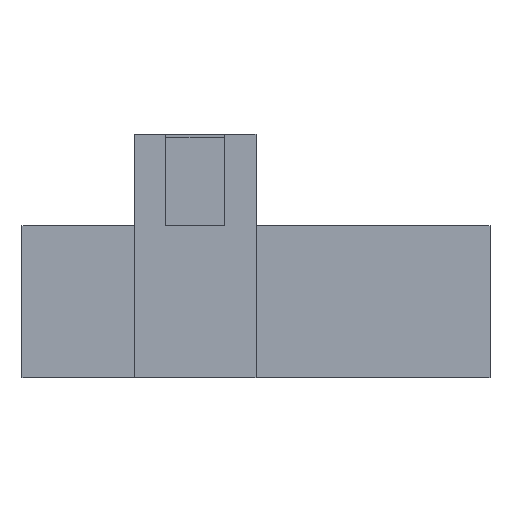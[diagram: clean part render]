
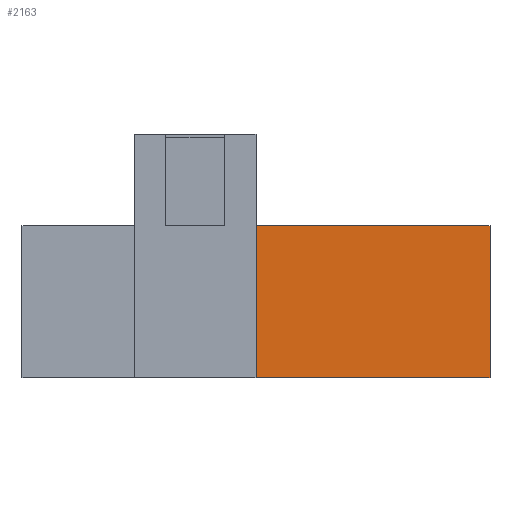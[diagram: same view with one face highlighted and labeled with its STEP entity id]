
A CAD part, front view. The second image highlights one B-rep face of the part: STEP entity #2163.
In plain terms, the highlighted planar face has unit normal (0, -1, 0).
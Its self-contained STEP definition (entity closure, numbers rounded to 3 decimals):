
#163=FACE_OUTER_BOUND('',#286,.T.);
#286=EDGE_LOOP('',(#1885,#1886,#1887,#1888));
#524=LINE('',#3364,#808);
#555=LINE('',#3422,#839);
#556=LINE('',#3425,#840);
#557=LINE('',#3426,#841);
#808=VECTOR('',#2759,10.);
#839=VECTOR('',#2816,10.);
#840=VECTOR('',#2819,10.);
#841=VECTOR('',#2820,10.);
#1027=VERTEX_POINT('',#3361);
#1028=VERTEX_POINT('',#3363);
#1042=VERTEX_POINT('',#3420);
#1043=VERTEX_POINT('',#3424);
#1300=EDGE_CURVE('',#1028,#1027,#524,.T.);
#1331=EDGE_CURVE('',#1042,#1027,#555,.T.);
#1332=EDGE_CURVE('',#1043,#1042,#556,.T.);
#1333=EDGE_CURVE('',#1043,#1028,#557,.T.);
#1885=ORIENTED_EDGE('',*,*,#1332,.F.);
#1886=ORIENTED_EDGE('',*,*,#1333,.T.);
#1887=ORIENTED_EDGE('',*,*,#1300,.T.);
#1888=ORIENTED_EDGE('',*,*,#1331,.F.);
#2049=PLANE('',#2311);
#2163=ADVANCED_FACE('',(#163),#2049,.F.);
#2311=AXIS2_PLACEMENT_3D('',#3423,#2817,#2818);
#2759=DIRECTION('',(-1.,0.,0.));
#2816=DIRECTION('',(0.,0.,1.));
#2817=DIRECTION('center_axis',(0.,1.,0.));
#2818=DIRECTION('ref_axis',(-1.,0.,0.));
#2819=DIRECTION('',(-1.,0.,0.));
#2820=DIRECTION('',(0.,0.,1.));
#3361=CARTESIAN_POINT('',(7.675,-21.55,5.));
#3363=CARTESIAN_POINT('',(15.35,-21.55,5.));
#3364=CARTESIAN_POINT('',(15.35,-21.55,5.));
#3420=CARTESIAN_POINT('',(7.675,-21.55,0.));
#3422=CARTESIAN_POINT('',(7.675,-21.55,0.));
#3423=CARTESIAN_POINT('Origin',(15.35,-21.55,0.));
#3424=CARTESIAN_POINT('',(15.35,-21.55,0.));
#3425=CARTESIAN_POINT('',(15.35,-21.55,0.));
#3426=CARTESIAN_POINT('',(15.35,-21.55,0.));
